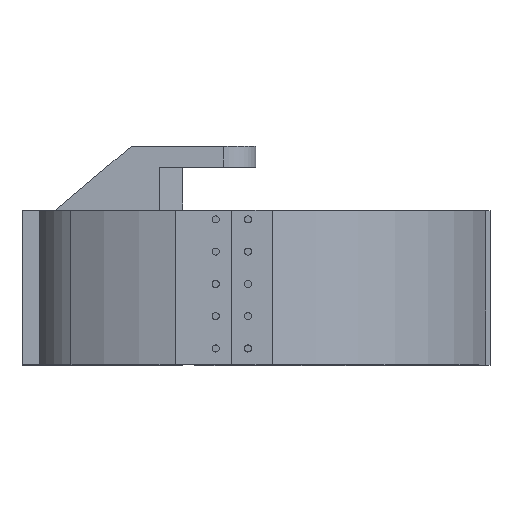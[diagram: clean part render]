
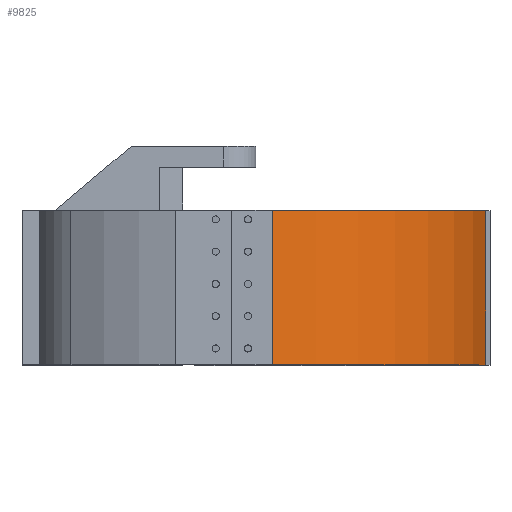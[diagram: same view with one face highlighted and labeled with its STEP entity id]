
A CAD part, top view. The second image highlights one B-rep face of the part: STEP entity #9825.
In plain terms, the highlighted cylindrical face has radius 209.55 mm (diameter 419.1 mm), a partial arc.
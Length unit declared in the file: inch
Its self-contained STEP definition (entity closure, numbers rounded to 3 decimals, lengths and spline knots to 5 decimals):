
#358 = EDGE_CURVE ( 'NONE', #9803, #4525, #1639, .T. ) ;
#869 = CARTESIAN_POINT ( 'NONE',  ( 0., 0., 0. ) ) ;
#1104 = CARTESIAN_POINT ( 'NONE',  ( 8.11249, 4.775, 1.5 ) ) ;
#1273 = DIRECTION ( 'NONE',  ( 0., 1., 0. ) ) ;
#1636 = DIRECTION ( 'NONE',  ( 0., -1., 0. ) ) ;
#1639 = CIRCLE ( 'NONE', #9433, 8.25 ) ;
#2140 = VERTEX_POINT ( 'NONE', #9259 ) ;
#2752 = FACE_OUTER_BOUND ( 'NONE', #7590, .T. ) ;
#3017 = VECTOR ( 'NONE', #12088, 39.37008 ) ;
#3865 = CARTESIAN_POINT ( 'NONE',  ( 8.11249, 4.775, 1.5 ) ) ;
#3973 = ORIENTED_EDGE ( 'NONE', *, *, #13693, .T. ) ;
#4525 = VERTEX_POINT ( 'NONE', #3865 ) ;
#4851 = CARTESIAN_POINT ( 'NONE',  ( 0., 4.775, 0. ) ) ;
#4913 = DIRECTION ( 'NONE',  ( 0., 0., -1. ) ) ;
#5117 = DIRECTION ( 'NONE',  ( 0., 1., 0. ) ) ;
#5151 = LINE ( 'NONE', #1104, #7049 ) ;
#5157 = ORIENTED_EDGE ( 'NONE', *, *, #11184, .T. ) ;
#7049 = VECTOR ( 'NONE', #8437, 39.37008 ) ;
#7590 = EDGE_LOOP ( 'NONE', ( #3973, #10260, #11560, #5157 ) ) ;
#8317 = VERTEX_POINT ( 'NONE', #12065 ) ;
#8329 = DIRECTION ( 'NONE',  ( 0., 0., 1. ) ) ;
#8437 = DIRECTION ( 'NONE',  ( 0., 1., 0. ) ) ;
#8524 = EDGE_CURVE ( 'NONE', #8317, #4525, #5151, .T. ) ;
#9082 = LINE ( 'NONE', #9864, #3017 ) ;
#9259 = CARTESIAN_POINT ( 'NONE',  ( 1.5, 0., 8.11249 ) ) ;
#9433 = AXIS2_PLACEMENT_3D ( 'NONE', #11459, #1273, #12083 ) ;
#9803 = VERTEX_POINT ( 'NONE', #11320 ) ;
#9825 = ADVANCED_FACE ( 'NONE', ( #2752 ), #13496, .T. ) ;
#9864 = CARTESIAN_POINT ( 'NONE',  ( 1.5, 4.775, 8.11249 ) ) ;
#10260 = ORIENTED_EDGE ( 'NONE', *, *, #8524, .T. ) ;
#11184 = EDGE_CURVE ( 'NONE', #9803, #2140, #9082, .T. ) ;
#11320 = CARTESIAN_POINT ( 'NONE',  ( 1.5, 4.775, 8.11249 ) ) ;
#11459 = CARTESIAN_POINT ( 'NONE',  ( 0., 4.775, 0. ) ) ;
#11560 = ORIENTED_EDGE ( 'NONE', *, *, #358, .F. ) ;
#11674 = CIRCLE ( 'NONE', #13248, 8.25 ) ;
#12065 = CARTESIAN_POINT ( 'NONE',  ( 8.11249, 0., 1.5 ) ) ;
#12083 = DIRECTION ( 'NONE',  ( 0., 0., 1. ) ) ;
#12088 = DIRECTION ( 'NONE',  ( 0., -1., 0. ) ) ;
#12738 = AXIS2_PLACEMENT_3D ( 'NONE', #4851, #1636, #4913 ) ;
#13248 = AXIS2_PLACEMENT_3D ( 'NONE', #869, #5117, #8329 ) ;
#13496 = CYLINDRICAL_SURFACE ( 'NONE', #12738, 8.25 ) ;
#13693 = EDGE_CURVE ( 'NONE', #2140, #8317, #11674, .T. ) ;
